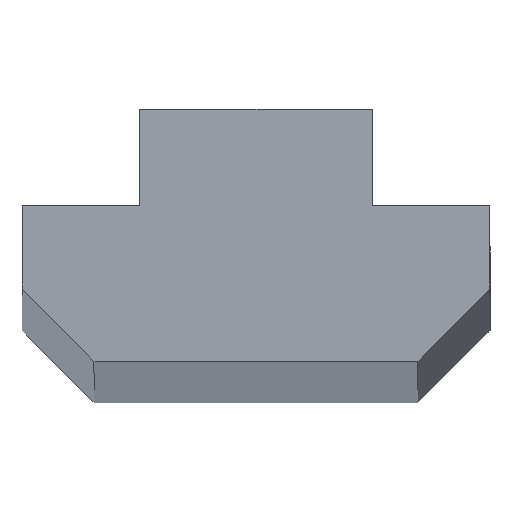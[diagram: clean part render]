
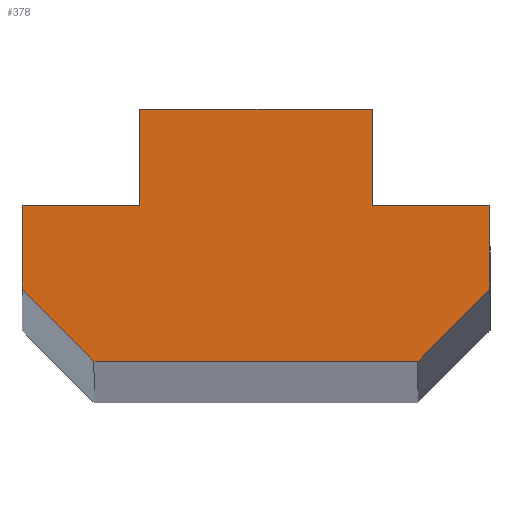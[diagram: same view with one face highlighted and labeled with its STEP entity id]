
A CAD part, top view. The second image highlights one B-rep face of the part: STEP entity #378.
In plain terms, the highlighted face is planar.
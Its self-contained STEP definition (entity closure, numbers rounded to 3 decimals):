
#66=ORIENTED_EDGE('',*,*,#194,.T.);
#67=ORIENTED_EDGE('',*,*,#167,.T.);
#68=ORIENTED_EDGE('',*,*,#171,.T.);
#69=ORIENTED_EDGE('',*,*,#174,.T.);
#70=ORIENTED_EDGE('',*,*,#177,.T.);
#71=ORIENTED_EDGE('',*,*,#180,.T.);
#72=ORIENTED_EDGE('',*,*,#183,.T.);
#73=ORIENTED_EDGE('',*,*,#186,.T.);
#74=ORIENTED_EDGE('',*,*,#189,.T.);
#75=ORIENTED_EDGE('',*,*,#192,.T.);
#87=VECTOR('',#223,1.);
#91=VECTOR('',#229,1.);
#94=VECTOR('',#234,1.);
#97=VECTOR('',#239,1.);
#100=VECTOR('',#244,1.);
#103=VECTOR('',#249,1.);
#106=VECTOR('',#254,1.);
#109=VECTOR('',#259,1.);
#112=VECTOR('',#264,1.);
#114=VECTOR('',#268,1.);
#117=LINE('',#283,#87);
#121=LINE('',#291,#91);
#124=LINE('',#297,#94);
#127=LINE('',#303,#97);
#130=LINE('',#309,#100);
#133=LINE('',#315,#103);
#136=LINE('',#321,#106);
#139=LINE('',#327,#109);
#142=LINE('',#333,#112);
#144=LINE('',#336,#114);
#147=VERTEX_POINT('',#280);
#148=VERTEX_POINT('',#282);
#151=VERTEX_POINT('',#289);
#153=VERTEX_POINT('',#295);
#155=VERTEX_POINT('',#301);
#157=VERTEX_POINT('',#307);
#159=VERTEX_POINT('',#313);
#161=VERTEX_POINT('',#319);
#163=VERTEX_POINT('',#325);
#165=VERTEX_POINT('',#331);
#167=EDGE_CURVE('',#148,#147,#117,.T.);
#171=EDGE_CURVE('',#147,#151,#121,.T.);
#174=EDGE_CURVE('',#151,#153,#124,.T.);
#177=EDGE_CURVE('',#153,#155,#127,.T.);
#180=EDGE_CURVE('',#155,#157,#130,.T.);
#183=EDGE_CURVE('',#157,#159,#133,.T.);
#186=EDGE_CURVE('',#159,#161,#136,.T.);
#189=EDGE_CURVE('',#161,#163,#139,.T.);
#192=EDGE_CURVE('',#163,#165,#142,.T.);
#194=EDGE_CURVE('',#165,#148,#144,.T.);
#206=EDGE_LOOP('',(#66,#67,#68,#69,#70,#71,#72,#73,#74,#75));
#218=FACE_BOUND('',#206,.T.);
#223=DIRECTION('',(0.,0.,13.5));
#229=DIRECTION('',(0.,3.,3.));
#234=DIRECTION('',(0.,3.5,0.));
#239=DIRECTION('',(0.,0.,-4.9));
#244=DIRECTION('',(0.,4.,0.));
#249=DIRECTION('',(0.,0.,-9.7));
#254=DIRECTION('',(0.,-4.,0.));
#259=DIRECTION('',(0.,0.,-4.9));
#264=DIRECTION('',(0.,-3.5,0.));
#268=DIRECTION('',(0.,-3.,3.));
#270=DIRECTION('',(-1.,0.,0.));
#271=DIRECTION('',(0.,1.,0.));
#280=CARTESIAN_POINT('',(0.,-11.3,6.75));
#282=CARTESIAN_POINT('',(0.,-11.3,-6.75));
#283=CARTESIAN_POINT('',(0.,-11.3,-6.75));
#289=CARTESIAN_POINT('',(0.,-8.3,9.75));
#291=CARTESIAN_POINT('',(0.,-11.3,6.75));
#295=CARTESIAN_POINT('',(0.,-4.8,9.75));
#297=CARTESIAN_POINT('',(0.,-8.3,9.75));
#301=CARTESIAN_POINT('',(0.,-4.8,4.85));
#303=CARTESIAN_POINT('',(0.,-4.8,9.75));
#307=CARTESIAN_POINT('',(0.,-0.8,4.85));
#309=CARTESIAN_POINT('',(0.,-4.8,4.85));
#313=CARTESIAN_POINT('',(0.,-0.8,-4.85));
#315=CARTESIAN_POINT('',(0.,-0.8,4.85));
#319=CARTESIAN_POINT('',(0.,-4.8,-4.85));
#321=CARTESIAN_POINT('',(0.,-0.8,-4.85));
#325=CARTESIAN_POINT('',(0.,-4.8,-9.75));
#327=CARTESIAN_POINT('',(0.,-4.8,-4.85));
#331=CARTESIAN_POINT('',(0.,-8.3,-9.75));
#333=CARTESIAN_POINT('',(0.,-4.8,-9.75));
#336=CARTESIAN_POINT('',(0.,-8.3,-9.75));
#338=CARTESIAN_POINT('',(0.,-8.3,-9.75));
#352=AXIS2_PLACEMENT_3D('',#338,#270,#271);
#366=PLANE('',#352);
#378=ADVANCED_FACE('',(#218),#366,.T.);
